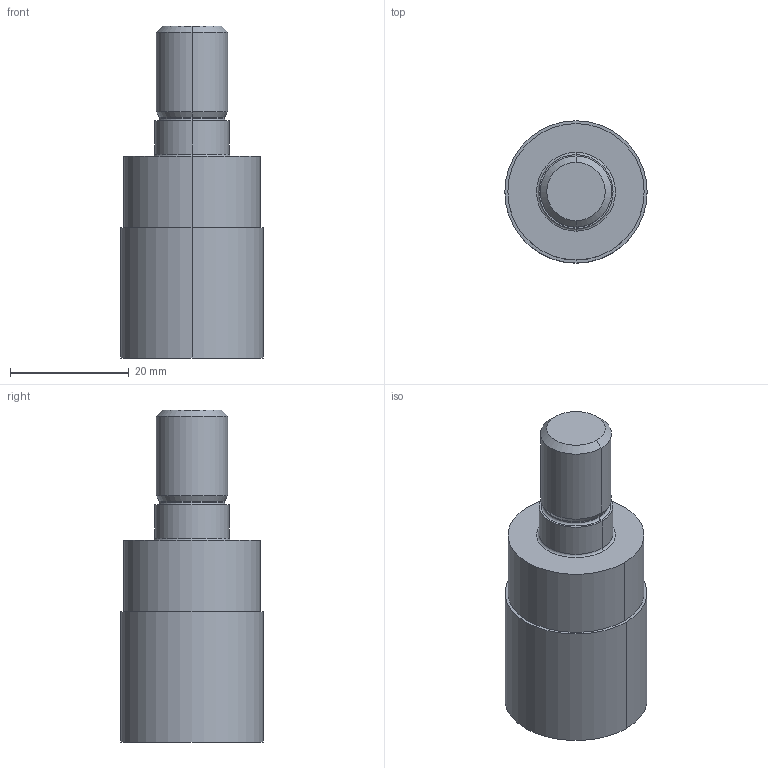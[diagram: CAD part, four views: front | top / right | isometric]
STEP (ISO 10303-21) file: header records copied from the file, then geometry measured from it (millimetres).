
FILE_DESCRIPTION(('no description'),'unknown implementation level');
FILE_NAME('solidAJ7PB2liNtOW0yB6zYv_CGLlmbI_1.STP',' ',('CIMSOURCE GmbH'),('CADClick - KiM GmbH - www.kimweb.de'),'unknown preprocess','ACIS','unknown authorization');
FILE_SCHEMA(('automotive_design'));
Length unit declared in the file: millimetre
Products named in the file (1): 1
Bounding box: 24 x 24 x 56 mm (x, y, z)
Volume: 11262.4 mm3; surface area: 5648.9 mm2
Topology: 1 solids, 1 shells, 35 faces, 70 edges, 39 vertices
Faces by surface type: cylinder 14, cone 12, plane 5, torus 4
Entity records: 1745 total; most frequent: DIRECTION 188, CARTESIAN_POINT 146, STYLED_ITEM 143, PRESENTATION_STYLE_ASSIGNMENT 143, COLOUR_RGB 143, ORIENTED_EDGE 136, AXIS2_PLACEMENT_3D 81, EDGE_CURVE 68
